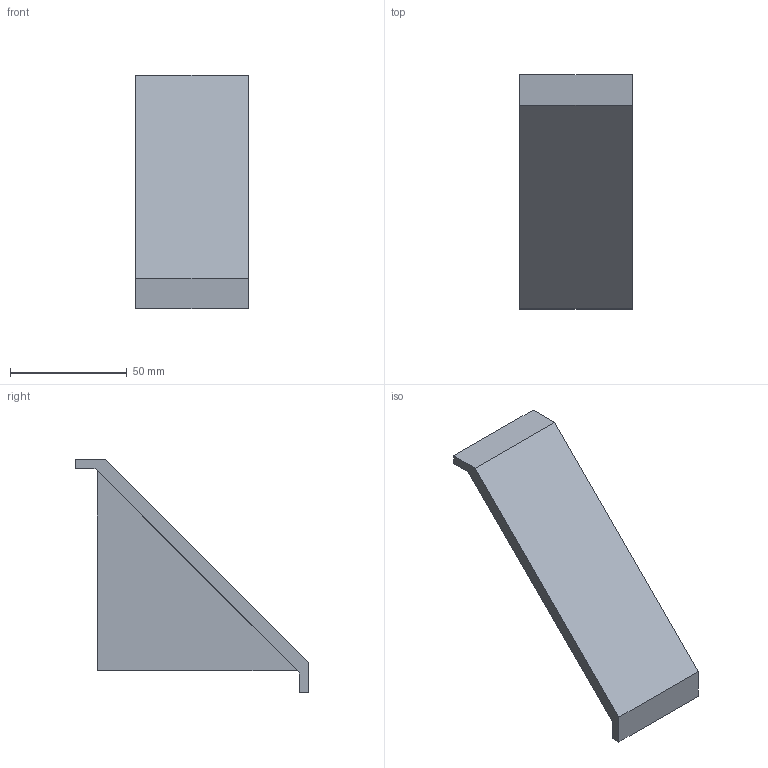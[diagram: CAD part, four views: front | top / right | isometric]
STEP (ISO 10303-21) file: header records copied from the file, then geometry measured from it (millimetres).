
FILE_DESCRIPTION(('STEP AP214'),'1');
FILE_NAME('cctmp_D1A8D942-154B-46F9-96B4-C4D8CE341FAB_2020_1_20_8_50_45_301..stp','2020-01-20T07:50:45',('Bosch Rexroth AG'),('CADClick - www.CADClick.com'),'Spatial InterOp 3D',' ','unknown authorization - (Healing Option Enabled)');
FILE_SCHEMA(('AUTOMOTIVE_DESIGN'));
Length unit declared in the file: millimetre
Products named in the file (1): 2020_01_20__08-50-45-301
Bounding box: 48 x 100 x 100 mm (x, y, z)
Volume: 48804.3 mm3; surface area: 23383.6 mm2
Topology: 1 solids, 1 shells, 13 faces, 33 edges, 22 vertices
Faces by surface type: plane 13
Entity records: 515 total; most frequent: CARTESIAN_POINT 69, ORIENTED_EDGE 66, DIRECTION 61, EDGE_CURVE 33, LINE 33, VECTOR 33, VERTEX_POINT 22, STYLED_ITEM 14
